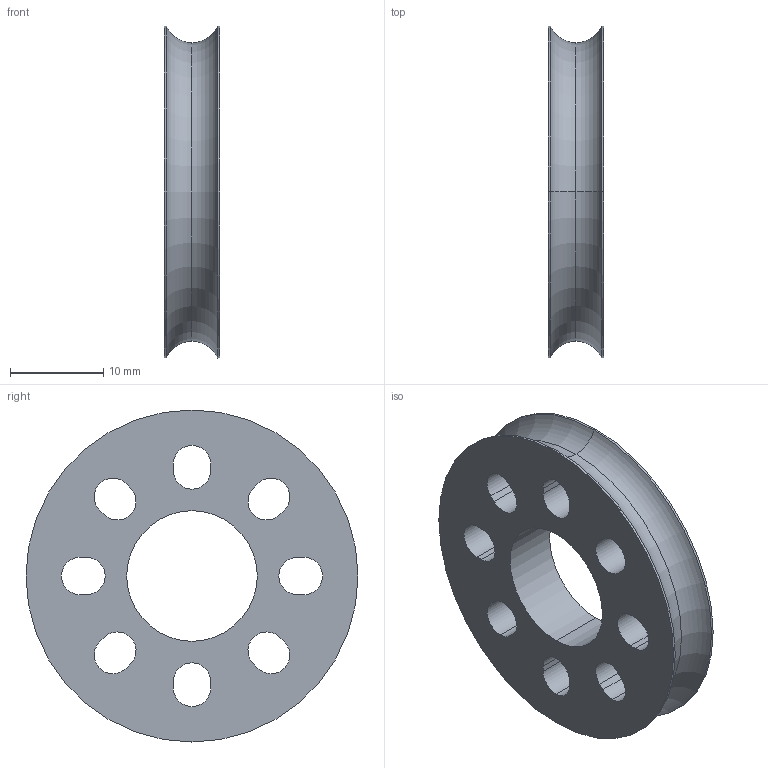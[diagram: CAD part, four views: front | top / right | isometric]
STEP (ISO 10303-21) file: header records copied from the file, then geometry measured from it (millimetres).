
FILE_DESCRIPTION (( 'STEP AP203' ), '1' );
FILE_NAME ('3400-0014-0032.STEP', '2017-03-31T16:41:58', ( '' ), ( '' ), 'SwSTEP 2.0', 'SolidWorks 2016', '' );
FILE_SCHEMA (( 'CONFIG_CONTROL_DESIGN' ));
Length unit declared in the file: millimetre
Products named in the file (1): 3400-0014-0032
Bounding box: 6 x 35.6 x 35.6 mm (x, y, z)
Volume: 3549.2 mm3; surface area: 3154 mm2
Topology: 1 solids, 1 shells, 50 faces, 138 edges, 90 vertices
Faces by surface type: cylinder 28, plane 18, torus 4
Entity records: 1729 total; most frequent: DIRECTION 302, CARTESIAN_POINT 279, ORIENTED_EDGE 276, EDGE_CURVE 138, AXIS2_PLACEMENT_3D 113, VERTEX_POINT 90, LINE 76, VECTOR 76
